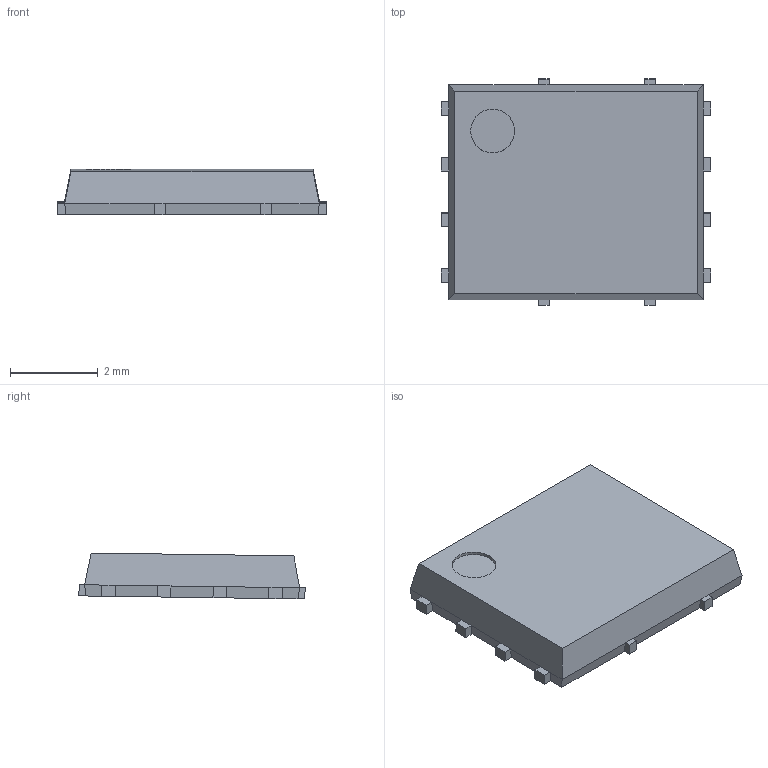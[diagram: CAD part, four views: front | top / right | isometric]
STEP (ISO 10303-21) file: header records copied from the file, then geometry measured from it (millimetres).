
FILE_DESCRIPTION(/* description */ ('Unknown'),/* implementation_level */ '2;1');
FILE_NAME(/* name */ 'POWER5060-8 B TYPE',/* time_stamp */ '2017-11-23T12:49:55+08:00',/* author */ ('Unknown'),/* organization */ ('Unknown'),/* preprocessor_version */ 'ST-DEVELOPER v16.7',/* originating_system */ 'DEX',/* authorisation */ $);
FILE_SCHEMA (('AUTOMOTIVE_DESIGN {1 0 10303 214 3 1 1}'));
Length unit declared in the file: millimetre
Products named in the file (3): POWER5060-8 B TYPE; POWER5060-8 B TYPE CPD; POWER5060-8 B TYPE LF
Assembly tree (2 placements, depth 2):
  POWER5060-8 B TYPE
    POWER5060-8 B TYPE CPD
    POWER5060-8 B TYPE LF
Bounding box: 6.15 x 5.15 x 1.05 mm (x, y, z)
Volume: 26.8 mm3; surface area: 146.5 mm2
Topology: 8 solids, 8 shells, 414 faces, 1135 edges, 738 vertices
Faces by surface type: plane 413, cylinder 1
Full cylindrical faces by diameter (mm): 1 x1
Entity records: 12874 total; most frequent: CARTESIAN_POINT 2289, ORIENTED_EDGE 2268, DIRECTION 1970, EDGE_CURVE 1134, LINE 1132, VECTOR 1132, VERTEX_POINT 738, AXIS2_PLACEMENT_3D 419
